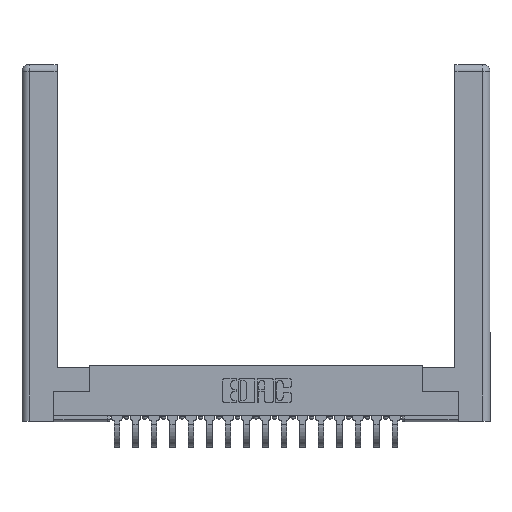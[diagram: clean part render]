
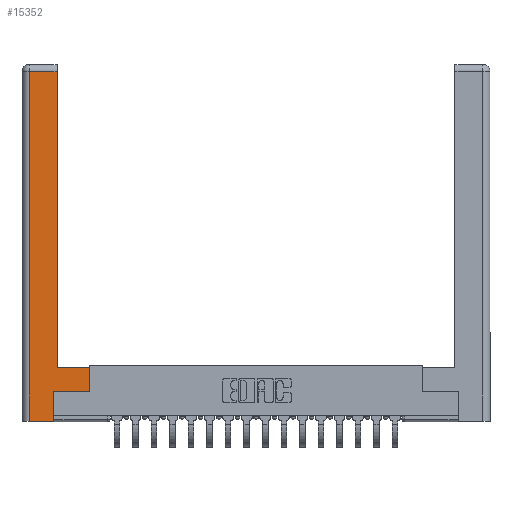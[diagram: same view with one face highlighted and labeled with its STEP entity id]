
A CAD part, top view. The second image highlights one B-rep face of the part: STEP entity #15352.
In plain terms, the highlighted planar face has unit normal (0, 0, 1).
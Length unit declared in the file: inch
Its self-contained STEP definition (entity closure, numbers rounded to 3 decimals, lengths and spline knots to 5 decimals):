
#206 = DIRECTION ( 'NONE',  ( 0., 1., 0. ) ) ;
#250 = EDGE_LOOP ( 'NONE', ( #10668, #14995, #4325, #4586, #5017, #17404, #13360, #14630 ) ) ;
#859 = CARTESIAN_POINT ( 'NONE',  ( 0.565, 0.245, 0. ) ) ;
#864 = LINE ( 'NONE', #17427, #20582 ) ;
#2719 = VECTOR ( 'NONE', #14568, 39.37008 ) ;
#2759 = VERTEX_POINT ( 'NONE', #859 ) ;
#2904 = EDGE_CURVE ( 'NONE', #10275, #2759, #11290, .T. ) ;
#2926 = VECTOR ( 'NONE', #5010, 39.37008 ) ;
#3045 = EDGE_CURVE ( 'NONE', #2759, #4028, #15089, .T. ) ;
#3233 = CARTESIAN_POINT ( 'NONE',  ( 0.565, 0.45, 0. ) ) ;
#3446 = DIRECTION ( 'NONE',  ( 0., 1., 0. ) ) ;
#3484 = VECTOR ( 'NONE', #19383, 39.37008 ) ;
#3539 = LINE ( 'NONE', #7138, #17582 ) ;
#3694 = DIRECTION ( 'NONE',  ( -1., 0., 0. ) ) ;
#4028 = VERTEX_POINT ( 'NONE', #18115 ) ;
#4325 = ORIENTED_EDGE ( 'NONE', *, *, #9080, .T. ) ;
#4586 = ORIENTED_EDGE ( 'NONE', *, *, #11577, .T. ) ;
#4704 = VERTEX_POINT ( 'NONE', #6074 ) ;
#4767 = LINE ( 'NONE', #17756, #3484 ) ;
#5010 = DIRECTION ( 'NONE',  ( 0., 1., 0. ) ) ;
#5017 = ORIENTED_EDGE ( 'NONE', *, *, #13904, .T. ) ;
#5537 = CARTESIAN_POINT ( 'NONE',  ( 0.295, 0.45, 0. ) ) ;
#5853 = CARTESIAN_POINT ( 'NONE',  ( 0.265, 0., 0. ) ) ;
#6000 = VECTOR ( 'NONE', #206, 39.37008 ) ;
#6074 = CARTESIAN_POINT ( 'NONE',  ( 0.295, 2.94, 0. ) ) ;
#6347 = LINE ( 'NONE', #14806, #19622 ) ;
#6507 = VECTOR ( 'NONE', #3446, 39.37008 ) ;
#7138 = CARTESIAN_POINT ( 'NONE',  ( 0.0615, 0., 0. ) ) ;
#7955 = DIRECTION ( 'NONE',  ( -1., 0., 0. ) ) ;
#9080 = EDGE_CURVE ( 'NONE', #13678, #16375, #3539, .T. ) ;
#9134 = DIRECTION ( 'NONE',  ( -1., 0., 0. ) ) ;
#10275 = VERTEX_POINT ( 'NONE', #16588 ) ;
#10443 = LINE ( 'NONE', #15123, #6000 ) ;
#10668 = ORIENTED_EDGE ( 'NONE', *, *, #15419, .T. ) ;
#11290 = LINE ( 'NONE', #12832, #2719 ) ;
#11577 = EDGE_CURVE ( 'NONE', #16375, #20435, #4767, .T. ) ;
#12831 = EDGE_CURVE ( 'NONE', #4028, #13242, #864, .T. ) ;
#12832 = CARTESIAN_POINT ( 'NONE',  ( 0.565, 0.245, 0. ) ) ;
#13242 = VERTEX_POINT ( 'NONE', #5537 ) ;
#13284 = LINE ( 'NONE', #19939, #2926 ) ;
#13360 = ORIENTED_EDGE ( 'NONE', *, *, #3045, .T. ) ;
#13383 = PLANE ( 'NONE',  #15782 ) ;
#13615 = DIRECTION ( 'NONE',  ( 0., 0., -1. ) ) ;
#13678 = VERTEX_POINT ( 'NONE', #20986 ) ;
#13713 = CARTESIAN_POINT ( 'NONE',  ( 0., 0., 0. ) ) ;
#13904 = EDGE_CURVE ( 'NONE', #20435, #10275, #10443, .T. ) ;
#14568 = DIRECTION ( 'NONE',  ( 1., 0., 0. ) ) ;
#14630 = ORIENTED_EDGE ( 'NONE', *, *, #12831, .T. ) ;
#14806 = CARTESIAN_POINT ( 'NONE',  ( 0.0615, 2.94, 0. ) ) ;
#14995 = ORIENTED_EDGE ( 'NONE', *, *, #15227, .T. ) ;
#15089 = LINE ( 'NONE', #3233, #6507 ) ;
#15123 = CARTESIAN_POINT ( 'NONE',  ( 0.265, 0.245, 0. ) ) ;
#15227 = EDGE_CURVE ( 'NONE', #4704, #13678, #6347, .T. ) ;
#15297 = DIRECTION ( 'NONE',  ( 0., -1., 0. ) ) ;
#15352 = ADVANCED_FACE ( 'NONE', ( #20047 ), #13383, .F. ) ;
#15419 = EDGE_CURVE ( 'NONE', #13242, #4704, #13284, .T. ) ;
#15782 = AXIS2_PLACEMENT_3D ( 'NONE', #13713, #13615, #3694 ) ;
#16375 = VERTEX_POINT ( 'NONE', #19316 ) ;
#16588 = CARTESIAN_POINT ( 'NONE',  ( 0.265, 0.245, 0. ) ) ;
#17404 = ORIENTED_EDGE ( 'NONE', *, *, #2904, .T. ) ;
#17427 = CARTESIAN_POINT ( 'NONE',  ( 0.295, 0.45, 0. ) ) ;
#17582 = VECTOR ( 'NONE', #15297, 39.37008 ) ;
#17756 = CARTESIAN_POINT ( 'NONE',  ( 0.265, 0., 0. ) ) ;
#18115 = CARTESIAN_POINT ( 'NONE',  ( 0.565, 0.45, 0. ) ) ;
#19316 = CARTESIAN_POINT ( 'NONE',  ( 0.0615, 0., 0. ) ) ;
#19383 = DIRECTION ( 'NONE',  ( 1., 0., 0. ) ) ;
#19622 = VECTOR ( 'NONE', #7955, 39.37008 ) ;
#19939 = CARTESIAN_POINT ( 'NONE',  ( 0.295, 3., 0. ) ) ;
#20047 = FACE_OUTER_BOUND ( 'NONE', #250, .T. ) ;
#20435 = VERTEX_POINT ( 'NONE', #5853 ) ;
#20582 = VECTOR ( 'NONE', #9134, 39.37008 ) ;
#20986 = CARTESIAN_POINT ( 'NONE',  ( 0.0615, 2.94, 0. ) ) ;
